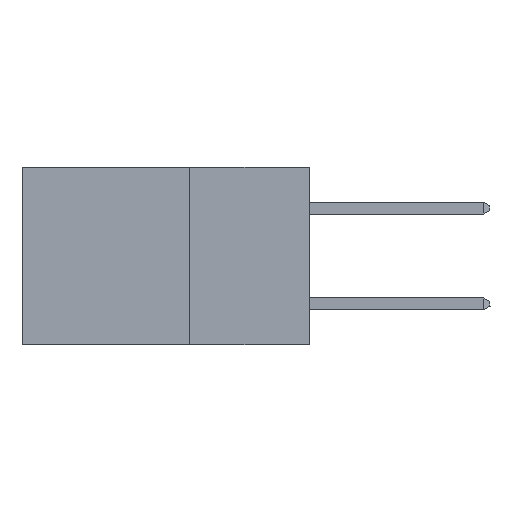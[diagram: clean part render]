
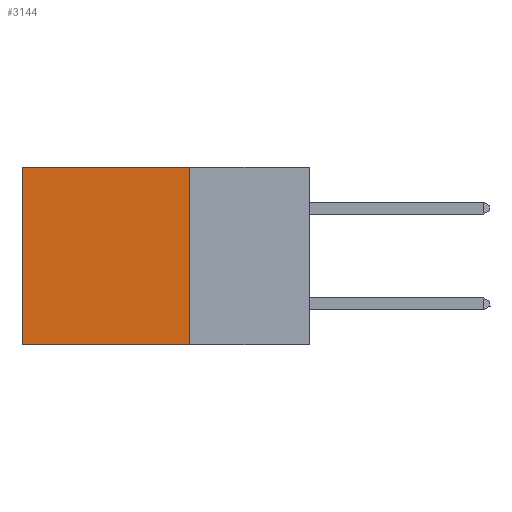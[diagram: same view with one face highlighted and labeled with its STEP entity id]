
A CAD part, left-side view. The second image highlights one B-rep face of the part: STEP entity #3144.
In plain terms, the highlighted planar face has unit normal (-1, 0, 0).
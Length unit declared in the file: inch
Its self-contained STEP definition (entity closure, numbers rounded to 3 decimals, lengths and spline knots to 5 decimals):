
#2103 = EDGE_CURVE ( 'NONE', #10735, #31590, #24096, .T. ) ;
#3144 = ADVANCED_FACE ( 'NONE', ( #22722 ), #6058, .F. ) ;
#4385 = VECTOR ( 'NONE', #20824, 39.37008 ) ;
#4985 = DIRECTION ( 'NONE',  ( 0., 1., 0. ) ) ;
#6058 = PLANE ( 'NONE',  #9829 ) ;
#6123 = EDGE_CURVE ( 'NONE', #12348, #31590, #18740, .T. ) ;
#6248 = DIRECTION ( 'NONE',  ( 0., 0., -1. ) ) ;
#6363 = CARTESIAN_POINT ( 'NONE',  ( 0.2875, 0.6, 0. ) ) ;
#6876 = ORIENTED_EDGE ( 'NONE', *, *, #33035, .T. ) ;
#7040 = CARTESIAN_POINT ( 'NONE',  ( 0.2875, 0.6, 0. ) ) ;
#9829 = AXIS2_PLACEMENT_3D ( 'NONE', #14421, #19611, #19375 ) ;
#9979 = CARTESIAN_POINT ( 'NONE',  ( 0.2875, 0.25, 0. ) ) ;
#10204 = CARTESIAN_POINT ( 'NONE',  ( 0.2875, 0.25, -0.37 ) ) ;
#10735 = VERTEX_POINT ( 'NONE', #7040 ) ;
#10864 = ORIENTED_EDGE ( 'NONE', *, *, #25796, .F. ) ;
#10942 = CARTESIAN_POINT ( 'NONE',  ( 0.2875, 0.25, 0. ) ) ;
#11861 = VECTOR ( 'NONE', #18832, 39.37008 ) ;
#12348 = VERTEX_POINT ( 'NONE', #10204 ) ;
#13600 = ORIENTED_EDGE ( 'NONE', *, *, #2103, .T. ) ;
#14421 = CARTESIAN_POINT ( 'NONE',  ( 0.2875, 0.25, 0. ) ) ;
#18740 = LINE ( 'NONE', #31531, #4385 ) ;
#18832 = DIRECTION ( 'NONE',  ( 0., 0., -1. ) ) ;
#19016 = LINE ( 'NONE', #21776, #11861 ) ;
#19375 = DIRECTION ( 'NONE',  ( 0., 0., -1. ) ) ;
#19611 = DIRECTION ( 'NONE',  ( 1., 0., 0. ) ) ;
#20772 = ORIENTED_EDGE ( 'NONE', *, *, #6123, .F. ) ;
#20824 = DIRECTION ( 'NONE',  ( 0., 1., 0. ) ) ;
#21776 = CARTESIAN_POINT ( 'NONE',  ( 0.2875, 0.25, 0. ) ) ;
#22722 = FACE_OUTER_BOUND ( 'NONE', #24604, .T. ) ;
#24096 = LINE ( 'NONE', #6363, #32527 ) ;
#24604 = EDGE_LOOP ( 'NONE', ( #13600, #20772, #10864, #6876 ) ) ;
#25623 = LINE ( 'NONE', #9979, #28163 ) ;
#25715 = CARTESIAN_POINT ( 'NONE',  ( 0.2875, 0.6, -0.37 ) ) ;
#25796 = EDGE_CURVE ( 'NONE', #25937, #12348, #19016, .T. ) ;
#25937 = VERTEX_POINT ( 'NONE', #10942 ) ;
#28163 = VECTOR ( 'NONE', #4985, 39.37008 ) ;
#31531 = CARTESIAN_POINT ( 'NONE',  ( 0.2875, 0.25, -0.37 ) ) ;
#31590 = VERTEX_POINT ( 'NONE', #25715 ) ;
#32527 = VECTOR ( 'NONE', #6248, 39.37008 ) ;
#33035 = EDGE_CURVE ( 'NONE', #25937, #10735, #25623, .T. ) ;
